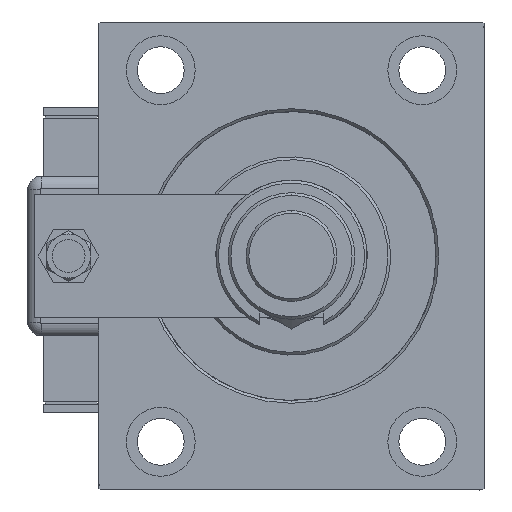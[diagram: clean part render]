
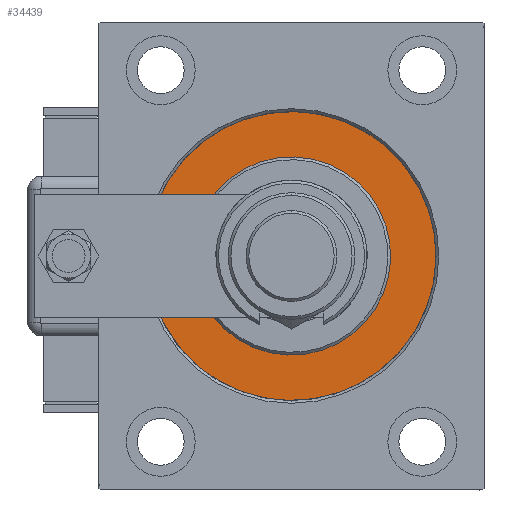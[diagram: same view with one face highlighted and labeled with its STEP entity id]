
A CAD part, left-side view. The second image highlights one B-rep face of the part: STEP entity #34439.
In plain terms, the highlighted face is planar.
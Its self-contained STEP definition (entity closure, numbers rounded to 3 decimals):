
#1867 = CARTESIAN_POINT ( 'NONE',  ( 0., 0., 0. ) ) ;
#2035 = CARTESIAN_POINT ( 'NONE',  ( 0., 0., 0. ) ) ;
#3696 = DIRECTION ( 'NONE',  ( -1., 0., 0. ) ) ;
#6440 = EDGE_CURVE ( 'NONE', #10903, #10280, #7804, .T. ) ;
#7804 = CIRCLE ( 'NONE', #19951, 52.5 ) ;
#7815 = DIRECTION ( 'NONE',  ( 0., 0., 1. ) ) ;
#8470 = ORIENTED_EDGE ( 'NONE', *, *, #40659, .F. ) ;
#9361 = CARTESIAN_POINT ( 'NONE',  ( 0., 0., 36. ) ) ;
#9524 = EDGE_CURVE ( 'NONE', #10280, #10903, #24166, .T. ) ;
#10280 = VERTEX_POINT ( 'NONE', #49226 ) ;
#10461 = DIRECTION ( 'NONE',  ( -1., 0., 0. ) ) ;
#10903 = VERTEX_POINT ( 'NONE', #54930 ) ;
#10921 = VERTEX_POINT ( 'NONE', #32099 ) ;
#11954 = AXIS2_PLACEMENT_3D ( 'NONE', #2035, #21372, #16627 ) ;
#16627 = DIRECTION ( 'NONE',  ( 0., 0., 1. ) ) ;
#16708 = CARTESIAN_POINT ( 'NONE',  ( 0., 0., 0. ) ) ;
#19951 = AXIS2_PLACEMENT_3D ( 'NONE', #1867, #10461, #29806 ) ;
#21372 = DIRECTION ( 'NONE',  ( -1., 0., 0. ) ) ;
#23694 = DIRECTION ( 'NONE',  ( 0., 0., -1. ) ) ;
#24166 = CIRCLE ( 'NONE', #11954, 52.5 ) ;
#24197 = EDGE_CURVE ( 'NONE', #10921, #26435, #28632, .T. ) ;
#26435 = VERTEX_POINT ( 'NONE', #9361 ) ;
#28632 = CIRCLE ( 'NONE', #35731, 36. ) ;
#29806 = DIRECTION ( 'NONE',  ( 0., 0., 1. ) ) ;
#31988 = AXIS2_PLACEMENT_3D ( 'NONE', #50174, #49245, #35001 ) ;
#32099 = CARTESIAN_POINT ( 'NONE',  ( 0., 0., -36. ) ) ;
#34439 = ADVANCED_FACE ( 'NONE', ( #41113, #55372 ), #56007, .F. ) ;
#35001 = DIRECTION ( 'NONE',  ( 0., 0., -1. ) ) ;
#35731 = AXIS2_PLACEMENT_3D ( 'NONE', #52228, #46848, #23694 ) ;
#39441 = EDGE_LOOP ( 'NONE', ( #40447, #44340 ) ) ;
#40447 = ORIENTED_EDGE ( 'NONE', *, *, #6440, .F. ) ;
#40659 = EDGE_CURVE ( 'NONE', #26435, #10921, #59321, .T. ) ;
#41113 = FACE_BOUND ( 'NONE', #60317, .T. ) ;
#44340 = ORIENTED_EDGE ( 'NONE', *, *, #9524, .F. ) ;
#45868 = AXIS2_PLACEMENT_3D ( 'NONE', #16708, #3696, #7815 ) ;
#46848 = DIRECTION ( 'NONE',  ( 1., 0., 0. ) ) ;
#49226 = CARTESIAN_POINT ( 'NONE',  ( 0., 0., 52.5 ) ) ;
#49245 = DIRECTION ( 'NONE',  ( 1., 0., 0. ) ) ;
#50174 = CARTESIAN_POINT ( 'NONE',  ( 0., 0., 0. ) ) ;
#52228 = CARTESIAN_POINT ( 'NONE',  ( 0., 0., 0. ) ) ;
#54930 = CARTESIAN_POINT ( 'NONE',  ( 0., 0., -52.5 ) ) ;
#55372 = FACE_OUTER_BOUND ( 'NONE', #39441, .T. ) ;
#56007 = PLANE ( 'NONE',  #45868 ) ;
#59321 = CIRCLE ( 'NONE', #31988, 36. ) ;
#60317 = EDGE_LOOP ( 'NONE', ( #8470, #60930 ) ) ;
#60930 = ORIENTED_EDGE ( 'NONE', *, *, #24197, .F. ) ;
